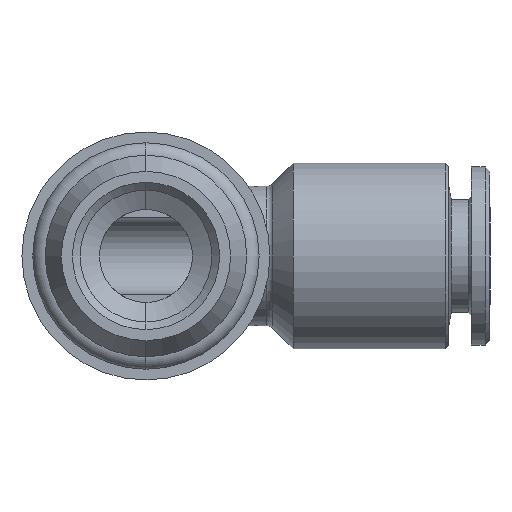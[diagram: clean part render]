
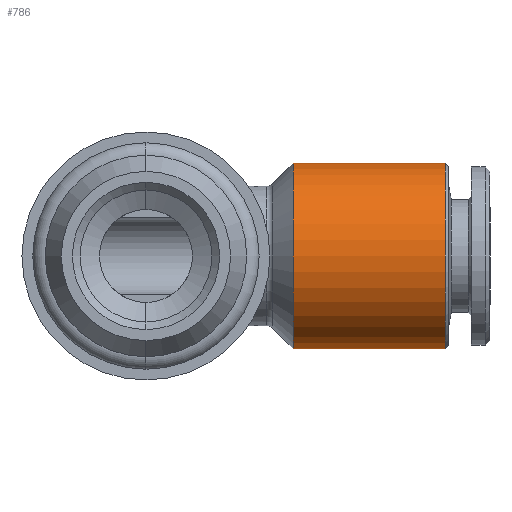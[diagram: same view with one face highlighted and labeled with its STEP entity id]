
A CAD part, front view. The second image highlights one B-rep face of the part: STEP entity #786.
In plain terms, the highlighted cylindrical face has radius 6 mm (diameter 12 mm), a partial arc.
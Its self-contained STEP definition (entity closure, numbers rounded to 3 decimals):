
#238 = EDGE_CURVE ( 'NONE', #963, #249, #1521, .T. ) ;
#239 = VERTEX_POINT ( 'NONE', #1517 ) ;
#249 = VERTEX_POINT ( 'NONE', #1587 ) ;
#314 = EDGE_CURVE ( 'NONE', #239, #346, #3939, .T. ) ;
#346 = VERTEX_POINT ( 'NONE', #3986 ) ;
#699 = ORIENTED_EDGE ( 'NONE', *, *, #1108, .T. ) ;
#701 = EDGE_LOOP ( 'NONE', ( #791, #787, #790, #699 ) ) ;
#786 = ADVANCED_FACE ( 'NONE', ( #2451 ), #2491, .T. ) ;
#787 = ORIENTED_EDGE ( 'NONE', *, *, #789, .T. ) ;
#789 = EDGE_CURVE ( 'NONE', #963, #239, #2487, .T. ) ;
#790 = ORIENTED_EDGE ( 'NONE', *, *, #314, .T. ) ;
#791 = ORIENTED_EDGE ( 'NONE', *, *, #238, .F. ) ;
#963 = VERTEX_POINT ( 'NONE', #3030 ) ;
#1108 = EDGE_CURVE ( 'NONE', #346, #249, #3214, .T. ) ;
#1517 = CARTESIAN_POINT ( 'NONE',  ( 19.3, 0., 6. ) ) ;
#1518 = DIRECTION ( 'NONE',  ( -1., 0., 0. ) ) ;
#1519 = VECTOR ( 'NONE', #1518, 1000. ) ;
#1520 = CARTESIAN_POINT ( 'NONE',  ( -1.137, 0., -6. ) ) ;
#1521 = LINE ( 'NONE', #1520, #1519 ) ;
#1587 = CARTESIAN_POINT ( 'NONE',  ( 9.5, 0., -6. ) ) ;
#2445 = DIRECTION ( 'NONE',  ( 0., 0., 1. ) ) ;
#2446 = DIRECTION ( 'NONE',  ( -1., 0., 0. ) ) ;
#2450 = CARTESIAN_POINT ( 'NONE',  ( -1.137, 0., 0. ) ) ;
#2451 = FACE_OUTER_BOUND ( 'NONE', #701, .T. ) ;
#2485 = CARTESIAN_POINT ( 'NONE',  ( 19.3, 0., 0. ) ) ;
#2486 = AXIS2_PLACEMENT_3D ( 'NONE', #2485, #2446, #2445 ) ;
#2487 = CIRCLE ( 'NONE', #2486, 6. ) ;
#2488 = DIRECTION ( 'NONE',  ( 0., 0., 1. ) ) ;
#2489 = DIRECTION ( 'NONE',  ( -1., 0., 0. ) ) ;
#2490 = AXIS2_PLACEMENT_3D ( 'NONE', #2450, #2489, #2488 ) ;
#2491 = CYLINDRICAL_SURFACE ( 'NONE', #2490, 6. ) ;
#3030 = CARTESIAN_POINT ( 'NONE',  ( 19.3, 0., -6. ) ) ;
#3210 = DIRECTION ( 'NONE',  ( 0., 0., -1. ) ) ;
#3211 = DIRECTION ( 'NONE',  ( 1., 0., 0. ) ) ;
#3212 = CARTESIAN_POINT ( 'NONE',  ( 9.5, 0., 0. ) ) ;
#3213 = AXIS2_PLACEMENT_3D ( 'NONE', #3212, #3211, #3210 ) ;
#3214 = CIRCLE ( 'NONE', #3213, 6. ) ;
#3934 = CARTESIAN_POINT ( 'NONE',  ( -1.137, 0., 6. ) ) ;
#3939 = LINE ( 'NONE', #3934, #4051 ) ;
#3986 = CARTESIAN_POINT ( 'NONE',  ( 9.5, 0., 6. ) ) ;
#4050 = DIRECTION ( 'NONE',  ( -1., 0., 0. ) ) ;
#4051 = VECTOR ( 'NONE', #4050, 1000. ) ;
